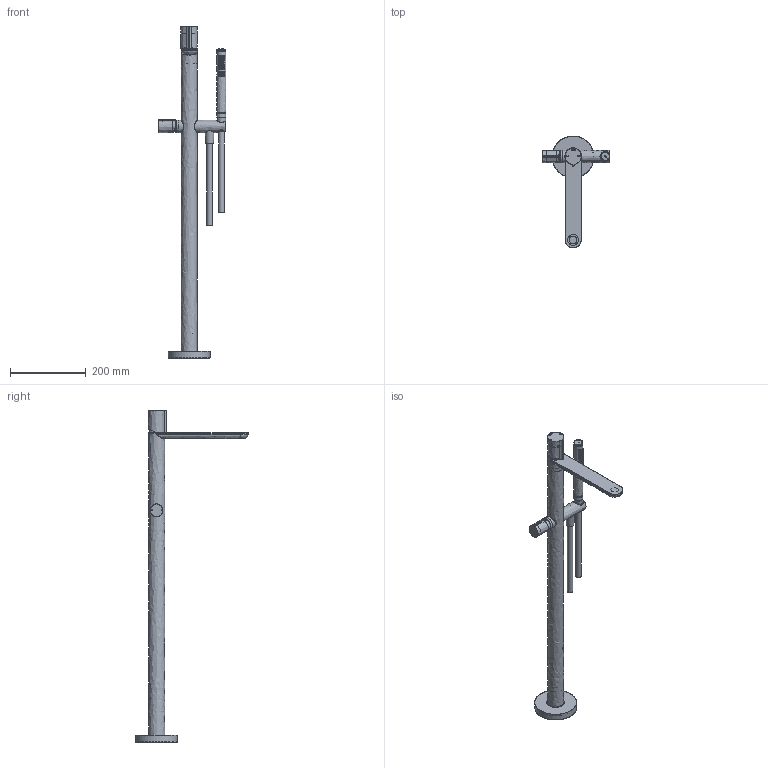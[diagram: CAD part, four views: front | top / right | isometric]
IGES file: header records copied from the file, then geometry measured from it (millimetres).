
Start section: C
Global section: file name: GT187-00.igs; native system: By Siemens PLM Incorporated; preprocessor: XPlus GENERIC/IGES 27.1.215; author: Author; organization: Title; date: 20260210.174355; units: millimetre
Bounding box: 178.82 x 296.15 x 874.4 mm (x, y, z)
Volume: 649449.9 mm3; surface area: 373649.1 mm2
Topology: 19 solids, 19 shells, 5792 faces, 16826 edges, 10598 vertices
Faces by surface type: bspline 5792
